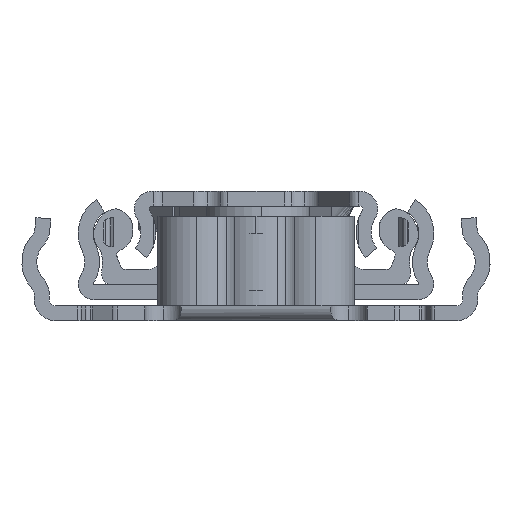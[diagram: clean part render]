
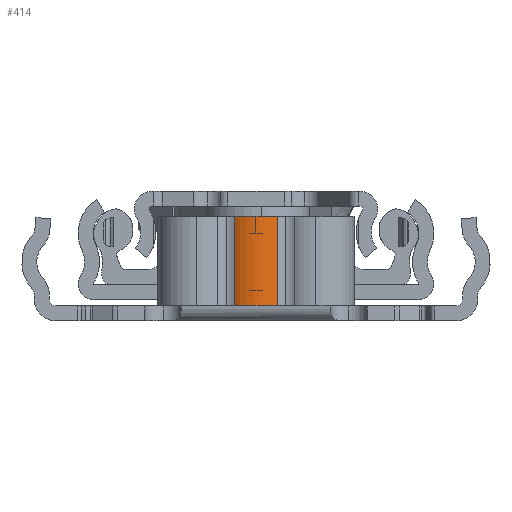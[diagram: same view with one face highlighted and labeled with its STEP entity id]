
A CAD part, left-side view. The second image highlights one B-rep face of the part: STEP entity #414.
In plain terms, the highlighted cylindrical face has radius 4.1 mm (diameter 8.2 mm), a partial arc.
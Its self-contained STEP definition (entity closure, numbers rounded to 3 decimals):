
#131 = DIRECTION ( 'NONE',  ( 0., 1., 0. ) ) ;
#414 = ADVANCED_FACE ( 'NONE', ( #18493 ), #14008, .T. ) ;
#858 = VERTEX_POINT ( 'NONE', #16833 ) ;
#1286 = VERTEX_POINT ( 'NONE', #7112 ) ;
#1424 = DIRECTION ( 'NONE',  ( 0., 0., -1. ) ) ;
#1667 = EDGE_CURVE ( 'NONE', #7789, #1286, #11332, .T. ) ;
#1719 = AXIS2_PLACEMENT_3D ( 'NONE', #19921, #4542, #1424 ) ;
#1981 = CIRCLE ( 'NONE', #15598, 4.1 ) ;
#2075 = CARTESIAN_POINT ( 'NONE',  ( 598.204, 0., 179.694 ) ) ;
#2956 = CARTESIAN_POINT ( 'NONE',  ( 600.362, 9., 176.208 ) ) ;
#3795 = EDGE_CURVE ( 'NONE', #858, #7789, #15297, .T. ) ;
#4478 = DIRECTION ( 'NONE',  ( 0., 0., 1. ) ) ;
#4542 = DIRECTION ( 'NONE',  ( 0., -1., 0. ) ) ;
#5816 = DIRECTION ( 'NONE',  ( 0., -1., 0. ) ) ;
#6188 = DIRECTION ( 'NONE',  ( 0., 0., 1. ) ) ;
#6948 = VECTOR ( 'NONE', #5816, 1000. ) ;
#7112 = CARTESIAN_POINT ( 'NONE',  ( 602.52, 0., 179.694 ) ) ;
#7332 = CARTESIAN_POINT ( 'NONE',  ( 602.52, 9., 179.694 ) ) ;
#7359 = DIRECTION ( 'NONE',  ( 0., -1., 0. ) ) ;
#7789 = VERTEX_POINT ( 'NONE', #2075 ) ;
#8410 = EDGE_LOOP ( 'NONE', ( #11082, #19537, #9612, #10783 ) ) ;
#8863 = LINE ( 'NONE', #7332, #6948 ) ;
#9276 = VECTOR ( 'NONE', #7359, 1000. ) ;
#9612 = ORIENTED_EDGE ( 'NONE', *, *, #12799, .F. ) ;
#10414 = CARTESIAN_POINT ( 'NONE',  ( 598.204, 9., 179.694 ) ) ;
#10783 = ORIENTED_EDGE ( 'NONE', *, *, #3795, .T. ) ;
#11082 = ORIENTED_EDGE ( 'NONE', *, *, #1667, .T. ) ;
#11332 = CIRCLE ( 'NONE', #18177, 4.1 ) ;
#12799 = EDGE_CURVE ( 'NONE', #858, #15171, #1981, .T. ) ;
#14008 = CYLINDRICAL_SURFACE ( 'NONE', #1719, 4.1 ) ;
#14388 = CARTESIAN_POINT ( 'NONE',  ( 602.52, 9., 179.694 ) ) ;
#15171 = VERTEX_POINT ( 'NONE', #14388 ) ;
#15297 = LINE ( 'NONE', #10414, #9276 ) ;
#15598 = AXIS2_PLACEMENT_3D ( 'NONE', #2956, #131, #4478 ) ;
#16575 = CARTESIAN_POINT ( 'NONE',  ( 600.362, 0., 176.208 ) ) ;
#16833 = CARTESIAN_POINT ( 'NONE',  ( 598.204, 9., 179.694 ) ) ;
#18177 = AXIS2_PLACEMENT_3D ( 'NONE', #16575, #18308, #6188 ) ;
#18308 = DIRECTION ( 'NONE',  ( 0., 1., 0. ) ) ;
#18489 = EDGE_CURVE ( 'NONE', #15171, #1286, #8863, .T. ) ;
#18493 = FACE_OUTER_BOUND ( 'NONE', #8410, .T. ) ;
#19537 = ORIENTED_EDGE ( 'NONE', *, *, #18489, .F. ) ;
#19921 = CARTESIAN_POINT ( 'NONE',  ( 600.362, 9., 176.208 ) ) ;
